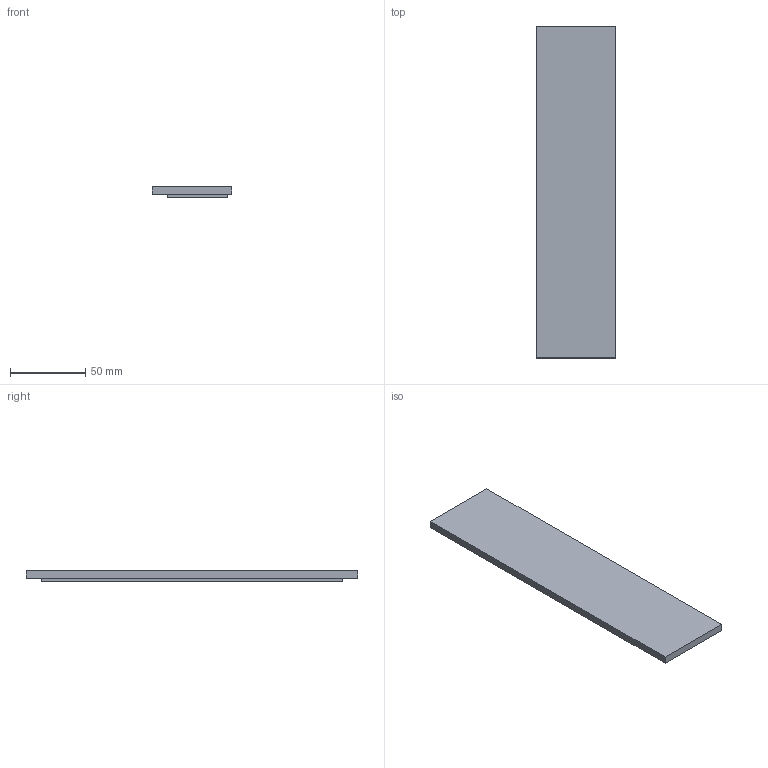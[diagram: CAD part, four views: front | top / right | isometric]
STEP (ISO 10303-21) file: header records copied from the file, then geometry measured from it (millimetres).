
FILE_DESCRIPTION(/* description */ ('','CAx-IF Rec.Pracs.---Representation and Presentation of Product Manufacturing Information (PMI)---4.0---2014-10-13'),/* implementation_level */ '2;1');
FILE_NAME(/* name */ 'm3--_topleft.step',/* time_stamp */ '2024-12-19T16:11:44-05:00',/* author */ (''),/* organization */ (''),/* preprocessor_version */ 'ST-DEVELOPER v20',/* originating_system */ 'Autodesk Translation Framework v13.20.0.188',/* authorisation */ '');
FILE_SCHEMA (('AP242_MANAGED_MODEL_BASED_3D_ENGINEERING_MIM_LF { 1 0 10303 442 1 1 4 }'));
Length unit declared in the file: millimetre
Products named in the file (1): 20240920-Teensy_Fightstick
Bounding box: 53 x 220 x 7 mm (x, y, z)
Volume: 59064 mm3; surface area: 27206 mm2
Topology: 1 solids, 1 shells, 22 faces, 59 edges, 39 vertices
Faces by surface type: plane 22
Entity records: 711 total; most frequent: CARTESIAN_POINT 121, ORIENTED_EDGE 118, DIRECTION 105, LINE 59, VECTOR 59, EDGE_CURVE 59, VERTEX_POINT 39, AXIS2_PLACEMENT_3D 23
